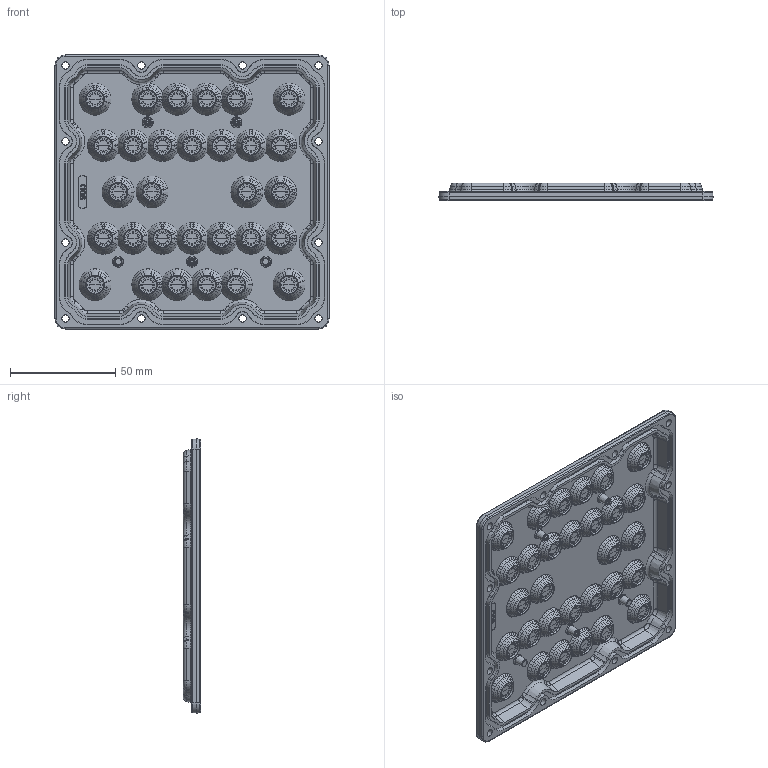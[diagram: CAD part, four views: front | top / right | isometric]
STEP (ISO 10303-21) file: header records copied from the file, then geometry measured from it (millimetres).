
FILE_DESCRIPTION(/* description */ (''),/* implementation_level */ '2;1');
FILE_NAME(/* name */ 'JY-BAF3090P-0.stp',/* time_stamp */ '2019-11-05T15:46:32+08:00',/* author */ (''),/* organization */ (''),/* preprocessor_version */ 'ST-DEVELOPER v16',/* originating_system */ 'SIEMENS PLM Software NX 10.0',/* authorisation */ '');
FILE_SCHEMA (('AP203_CONFIGURATION_CONTROLLED_3D_DESIGN_OF_MECHANICAL_PARTS_AND_ASSEMBLIES_MIM_LF { 1 0 10303 403 2 1 2}'));
Products named in the file (1): JY-BAF3090P-130130
Bounding box: 130 x 8.3 x 130 mm (x, y, z)
Volume: 55086.8 mm3; surface area: 44574.3 mm2
Topology: 1 solids, 1 shells, 4903 faces, 12497 edges, 7595 vertices
Faces by surface type: bspline 4048, plane 478, cone 197, torus 121, cylinder 48, extrusion 10, sphere 1
Entity records: 495282 total; most frequent: CARTESIAN_POINT 408011, ORIENTED_EDGE 24662, EDGE_CURVE 12331, B_SPLINE_CURVE_WITH_KNOTS 9488, VERTEX_POINT 7551, DIRECTION 6885, EDGE_LOOP 5048, ADVANCED_FACE 4903
